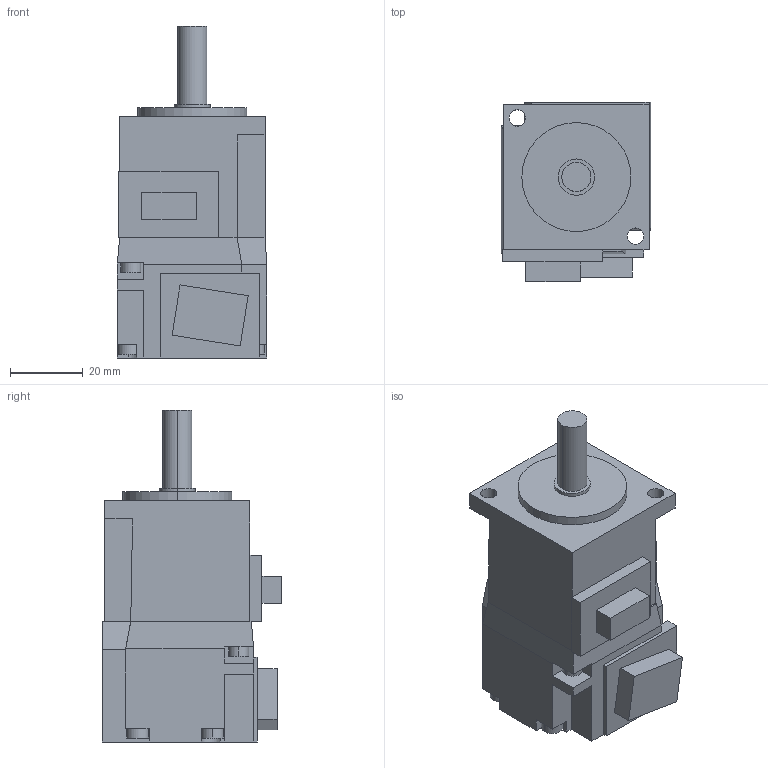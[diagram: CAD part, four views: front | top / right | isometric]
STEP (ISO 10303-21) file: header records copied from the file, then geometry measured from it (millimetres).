
FILE_DESCRIPTION((''),'2;1');
FILE_NAME('HF-KP053_B_IF0001','2010-04-03T',('DD65885'),(''),'PRO/ENGINEER BY PARAMETRIC TECHNOLOGY CORPORATION, 2007390','PRO/ENGINEER BY PARAMETRIC TECHNOLOGY CORPORATION, 2007390','');
FILE_SCHEMA(('CONFIG_CONTROL_DESIGN'));
Length unit declared in the file: millimetre
Products named in the file (1): HF-KP053_B_IF0001
Bounding box: 41.2 x 49.5 x 91.4 mm (x, y, z)
Volume: 108238 mm3; surface area: 16832.6 mm2
Topology: 1 solids, 1 shells, 105 faces, 268 edges, 174 vertices
Faces by surface type: plane 83, cylinder 22
Entity records: 3180 total; most frequent: CARTESIAN_POINT 547, ORIENTED_EDGE 536, DIRECTION 522, EDGE_CURVE 268, VECTOR 224, LINE 224, VERTEX_POINT 174, AXIS2_PLACEMENT_3D 149
